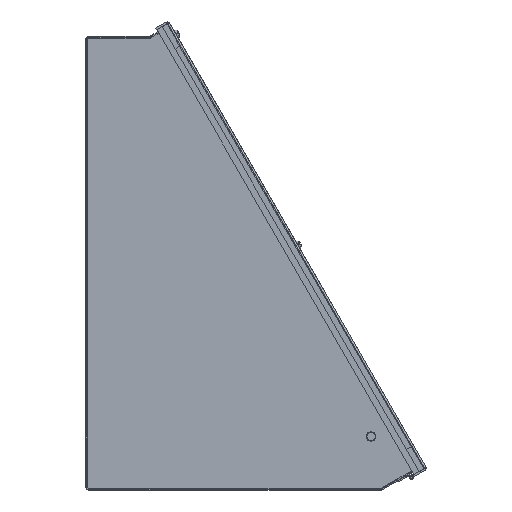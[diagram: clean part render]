
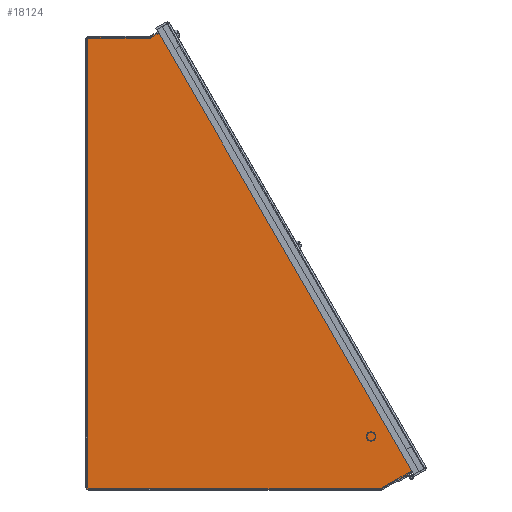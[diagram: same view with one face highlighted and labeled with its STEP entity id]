
A CAD part, left-side view. The second image highlights one B-rep face of the part: STEP entity #18124.
In plain terms, the highlighted planar face has unit normal (-1, 0, 0).
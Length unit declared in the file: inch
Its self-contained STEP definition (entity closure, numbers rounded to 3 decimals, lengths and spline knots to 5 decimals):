
#147 = DIRECTION ( 'NONE',  ( 0., 0., 1. ) ) ;
#532 = EDGE_CURVE ( 'NONE', #11834, #22504, #30198, .T. ) ;
#570 = VECTOR ( 'NONE', #14593, 39.37008 ) ;
#819 = VECTOR ( 'NONE', #26422, 39.37008 ) ;
#2245 = CARTESIAN_POINT ( 'NONE',  ( -15., -3.41509, 17.52853 ) ) ;
#2295 = FACE_OUTER_BOUND ( 'NONE', #27102, .T. ) ;
#2329 = CARTESIAN_POINT ( 'NONE',  ( -15., -13.10694, 0.88861 ) ) ;
#2587 = CARTESIAN_POINT ( 'NONE',  ( -15., -0.036, 0.036 ) ) ;
#2649 = CARTESIAN_POINT ( 'NONE',  ( -15., -0.036, 17.794 ) ) ;
#2722 = LINE ( 'NONE', #2245, #9021 ) ;
#3626 = CARTESIAN_POINT ( 'NONE',  ( -15., -12.70308, 1.44401 ) ) ;
#3681 = DIRECTION ( 'NONE',  ( 0., 1., 0. ) ) ;
#3739 = CARTESIAN_POINT ( 'NONE',  ( -15., -3.4774, 17.5646 ) ) ;
#4206 = CARTESIAN_POINT ( 'NONE',  ( -15., -2.509, 17.794 ) ) ;
#4615 = CARTESIAN_POINT ( 'NONE',  ( -15., -12.70306, 1.44405 ) ) ;
#4834 = CARTESIAN_POINT ( 'NONE',  ( -15., -3.41509, 17.52853 ) ) ;
#4851 = DIRECTION ( 'NONE',  ( 0., -0.5, -0.866 ) ) ;
#4917 = DIRECTION ( 'NONE',  ( 1., 0., 0. ) ) ;
#5103 = CARTESIAN_POINT ( 'NONE',  ( -15., -12.70308, 1.44401 ) ) ;
#5111 = CARTESIAN_POINT ( 'NONE',  ( -15., -3.41505, 17.5286 ) ) ;
#5353 = VERTEX_POINT ( 'NONE', #2587 ) ;
#5918 = EDGE_CURVE ( 'NONE', #20940, #5353, #11431, .T. ) ;
#6177 = ORIENTED_EDGE ( 'NONE', *, *, #22425, .F. ) ;
#6476 = EDGE_CURVE ( 'NONE', #26297, #15164, #18506, .T. ) ;
#6509 = LINE ( 'NONE', #4206, #819 ) ;
#6682 = CARTESIAN_POINT ( 'NONE',  ( -15., -3.1359, 18.156 ) ) ;
#6767 = CARTESIAN_POINT ( 'NONE',  ( -15., -2.509, 17.794 ) ) ;
#7327 = CARTESIAN_POINT ( 'NONE',  ( -15., -0.036, 17.794 ) ) ;
#7542 = CARTESIAN_POINT ( 'NONE',  ( -15., -0.036, 0.036 ) ) ;
#8055 = AXIS2_PLACEMENT_3D ( 'NONE', #7542, #4917, #147 ) ;
#8659 = CARTESIAN_POINT ( 'NONE',  ( -15., -12.76543, 1.48001 ) ) ;
#8747 = DIRECTION ( 'NONE',  ( 0., 0., 1. ) ) ;
#9021 = VECTOR ( 'NONE', #9652, 39.37008 ) ;
#9313 = LINE ( 'NONE', #6682, #23997 ) ;
#9652 = DIRECTION ( 'NONE',  ( 0., -0.5, -0.866 ) ) ;
#9748 = CARTESIAN_POINT ( 'NONE',  ( -15., -11.63043, 0.036 ) ) ;
#9876 = EDGE_CURVE ( 'NONE', #27455, #15164, #2722, .T. ) ;
#10447 = ORIENTED_EDGE ( 'NONE', *, *, #5918, .F. ) ;
#10474 = EDGE_CURVE ( 'NONE', #31410, #17692, #10577, .T. ) ;
#10577 = LINE ( 'NONE', #20607, #29023 ) ;
#11421 = VECTOR ( 'NONE', #8747, 39.37008 ) ;
#11431 = LINE ( 'NONE', #23597, #25214 ) ;
#11685 = CARTESIAN_POINT ( 'NONE',  ( -15., -13.10694, 0.88861 ) ) ;
#11834 = VERTEX_POINT ( 'NONE', #2649 ) ;
#12030 = CARTESIAN_POINT ( 'NONE',  ( -15., -12.70304, 1.44407 ) ) ;
#12181 = EDGE_CURVE ( 'NONE', #26919, #27879, #29290, .T. ) ;
#13068 = EDGE_CURVE ( 'NONE', #27455, #27879, #29791, .T. ) ;
#13185 = VECTOR ( 'NONE', #28782, 39.37008 ) ;
#14593 = DIRECTION ( 'NONE',  ( 0., -1., 0. ) ) ;
#14640 = ORIENTED_EDGE ( 'NONE', *, *, #25287, .F. ) ;
#14721 = ORIENTED_EDGE ( 'NONE', *, *, #9876, .F. ) ;
#15164 = VERTEX_POINT ( 'NONE', #19993 ) ;
#16108 = ORIENTED_EDGE ( 'NONE', *, *, #13068, .T. ) ;
#16474 = CARTESIAN_POINT ( 'NONE',  ( -15., -12.70308, 1.44401 ) ) ;
#16769 = LINE ( 'NONE', #11685, #13185 ) ;
#16784 = CARTESIAN_POINT ( 'NONE',  ( -15., -3.4774, 17.5646 ) ) ;
#16992 = ORIENTED_EDGE ( 'NONE', *, *, #6476, .T. ) ;
#17692 = VERTEX_POINT ( 'NONE', #2329 ) ;
#17926 = VECTOR ( 'NONE', #26508, 39.37008 ) ;
#18124 = ADVANCED_FACE ( 'NONE', ( #2295 ), #29935, .F. ) ;
#18506 = B_SPLINE_CURVE_WITH_KNOTS ( 'NONE', 3,
 ( #27163, #29627, #4615, #12030 ),
 .UNSPECIFIED., .F., .F.,
 ( 4, 4 ),
 ( 0., 1. ),
 .UNSPECIFIED. ) ;
#19020 = ORIENTED_EDGE ( 'NONE', *, *, #19864, .F. ) ;
#19864 = EDGE_CURVE ( 'NONE', #22504, #24992, #6509, .T. ) ;
#19993 = CARTESIAN_POINT ( 'NONE',  ( -15., -12.70304, 1.44407 ) ) ;
#20607 = CARTESIAN_POINT ( 'NONE',  ( -15., -12.76543, 1.48001 ) ) ;
#20940 = VERTEX_POINT ( 'NONE', #9748 ) ;
#22425 = EDGE_CURVE ( 'NONE', #5353, #11834, #26350, .T. ) ;
#22504 = VERTEX_POINT ( 'NONE', #6767 ) ;
#22704 = CARTESIAN_POINT ( 'NONE',  ( -15., -3.1359, 18.156 ) ) ;
#23597 = CARTESIAN_POINT ( 'NONE',  ( -15., -0.036, 0.036 ) ) ;
#23711 = DIRECTION ( 'NONE',  ( 0., -0.866, 0.5 ) ) ;
#23997 = VECTOR ( 'NONE', #4851, 39.37008 ) ;
#24459 = ORIENTED_EDGE ( 'NONE', *, *, #12181, .F. ) ;
#24992 = VERTEX_POINT ( 'NONE', #22704 ) ;
#25214 = VECTOR ( 'NONE', #3681, 39.37008 ) ;
#25287 = EDGE_CURVE ( 'NONE', #17692, #20940, #16769, .T. ) ;
#25309 = ORIENTED_EDGE ( 'NONE', *, *, #31414, .F. ) ;
#26297 = VERTEX_POINT ( 'NONE', #5103 ) ;
#26350 = LINE ( 'NONE', #31275, #11421 ) ;
#26422 = DIRECTION ( 'NONE',  ( 0., -0.866, 0.5 ) ) ;
#26508 = DIRECTION ( 'NONE',  ( 0., 0.5, 0.866 ) ) ;
#26822 = VECTOR ( 'NONE', #26825, 39.37008 ) ;
#26825 = DIRECTION ( 'NONE',  ( 0., 0.866, -0.5 ) ) ;
#26919 = VERTEX_POINT ( 'NONE', #3739 ) ;
#27102 = EDGE_LOOP ( 'NONE', ( #10447, #14640, #31988, #32432, #16992, #14721, #16108, #24459, #25309, #19020, #31518, #6177 ) ) ;
#27113 = VECTOR ( 'NONE', #23711, 39.37008 ) ;
#27163 = CARTESIAN_POINT ( 'NONE',  ( -15., -12.70308, 1.44401 ) ) ;
#27455 = VERTEX_POINT ( 'NONE', #4834 ) ;
#27879 = VERTEX_POINT ( 'NONE', #5111 ) ;
#28782 = DIRECTION ( 'NONE',  ( 0., 0.866, -0.5 ) ) ;
#29023 = VECTOR ( 'NONE', #30644, 39.37008 ) ;
#29128 = LINE ( 'NONE', #3626, #27113 ) ;
#29290 = LINE ( 'NONE', #16784, #26822 ) ;
#29342 = EDGE_CURVE ( 'NONE', #26297, #31410, #29128, .T. ) ;
#29627 = CARTESIAN_POINT ( 'NONE',  ( -15., -12.70307, 1.44403 ) ) ;
#29791 = LINE ( 'NONE', #16474, #17926 ) ;
#29935 = PLANE ( 'NONE',  #8055 ) ;
#30198 = LINE ( 'NONE', #7327, #570 ) ;
#30644 = DIRECTION ( 'NONE',  ( 0., -0.5, -0.866 ) ) ;
#31275 = CARTESIAN_POINT ( 'NONE',  ( -15., -0.036, 0.036 ) ) ;
#31410 = VERTEX_POINT ( 'NONE', #8659 ) ;
#31414 = EDGE_CURVE ( 'NONE', #24992, #26919, #9313, .T. ) ;
#31518 = ORIENTED_EDGE ( 'NONE', *, *, #532, .F. ) ;
#31988 = ORIENTED_EDGE ( 'NONE', *, *, #10474, .F. ) ;
#32432 = ORIENTED_EDGE ( 'NONE', *, *, #29342, .F. ) ;
